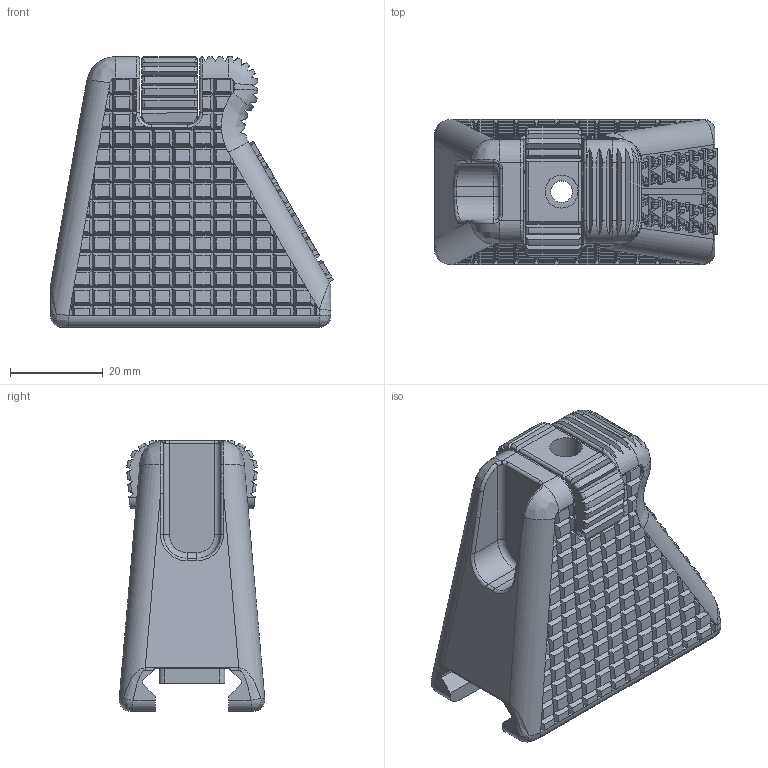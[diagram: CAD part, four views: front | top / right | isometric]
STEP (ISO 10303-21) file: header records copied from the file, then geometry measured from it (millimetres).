
FILE_DESCRIPTION(/* description */ (''),/* implementation_level */ '2;1');
FILE_NAME(/* name */ 'AHS v17.step',/* time_stamp */ '2022-06-03T12:43:48-05:00',/* author */ (''),/* organization */ (''),/* preprocessor_version */ 'ST-DEVELOPER v19',/* originating_system */ 'Autodesk Translation Framework v11.7.0.108',/* authorisation */ '');
FILE_SCHEMA (('AUTOMOTIVE_DESIGN { 1 0 10303 214 3 1 1 }'));
Products named in the file (1): AHS
Bounding box: 60.95 x 31.39 x 58.42 mm (x, y, z)
Volume: 53580.9 mm3; surface area: 24201.9 mm2
Topology: 3 solids, 3 shells, 2112 faces, 4867 edges, 2834 vertices
Faces by surface type: plane 1906, cylinder 150, bspline 32, torus 24
Full cylindrical faces by diameter (mm): 4.699 x2, 7.112 x1, 12.954 x4
Entity records: 58495 total; most frequent: CARTESIAN_POINT 11416, ORIENTED_EDGE 9734, DIRECTION 9311, EDGE_CURVE 4867, LINE 4341, VECTOR 4341, VERTEX_POINT 2834, AXIS2_PLACEMENT_3D 2485
